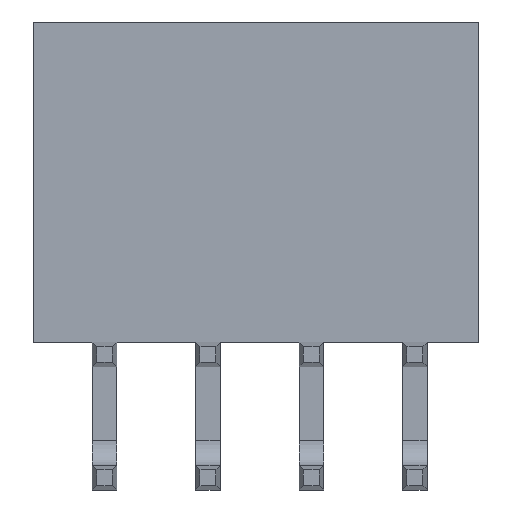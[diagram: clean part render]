
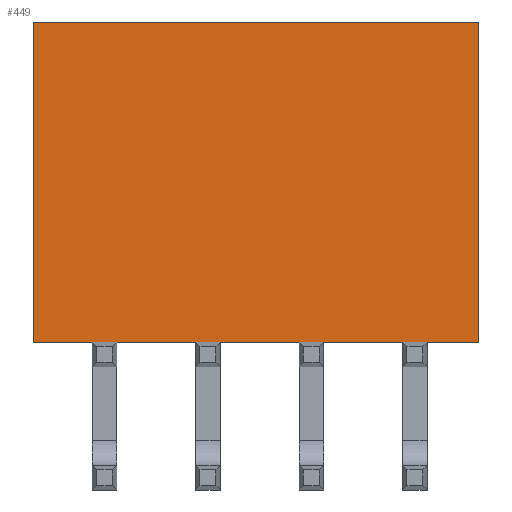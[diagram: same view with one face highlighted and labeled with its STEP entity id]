
A CAD part, front view. The second image highlights one B-rep face of the part: STEP entity #449.
In plain terms, the highlighted planar face has unit normal (0, -1, 0).
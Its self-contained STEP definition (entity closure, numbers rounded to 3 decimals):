
#3 = VECTOR ( 'NONE', #447, 1000. ) ;
#85 = CARTESIAN_POINT ( 'NONE',  ( 18.1, 0., 0. ) ) ;
#124 = VERTEX_POINT ( 'NONE', #2147 ) ;
#318 = CARTESIAN_POINT ( 'NONE',  ( 18.1, 0., 1. ) ) ;
#340 = LINE ( 'NONE', #4087, #2290 ) ;
#393 = VERTEX_POINT ( 'NONE', #85 ) ;
#420 = CARTESIAN_POINT ( 'NONE',  ( 18.1, 0., 1. ) ) ;
#447 = DIRECTION ( 'NONE',  ( -1., 0., 0. ) ) ;
#449 = ADVANCED_FACE ( 'NONE', ( #3910 ), #2438, .T. ) ;
#476 = LINE ( 'NONE', #4001, #4063 ) ;
#513 = VECTOR ( 'NONE', #3322, 1000. ) ;
#568 = CARTESIAN_POINT ( 'NONE',  ( 3.4, 0., 0. ) ) ;
#598 = DIRECTION ( 'NONE',  ( -1., 0., 0. ) ) ;
#745 = ORIENTED_EDGE ( 'NONE', *, *, #2871, .F. ) ;
#757 = CARTESIAN_POINT ( 'NONE',  ( 11.8, 0., 0. ) ) ;
#780 = EDGE_CURVE ( 'NONE', #4385, #3172, #476, .T. ) ;
#863 = CARTESIAN_POINT ( 'NONE',  ( 18.1, 0., 0. ) ) ;
#866 = LINE ( 'NONE', #2618, #3458 ) ;
#888 = ORIENTED_EDGE ( 'NONE', *, *, #4270, .F. ) ;
#927 = LINE ( 'NONE', #2107, #2044 ) ;
#957 = VERTEX_POINT ( 'NONE', #1404 ) ;
#1023 = DIRECTION ( 'NONE',  ( 0., 0., -1. ) ) ;
#1083 = CARTESIAN_POINT ( 'NONE',  ( 18.1, 0., 0. ) ) ;
#1159 = ORIENTED_EDGE ( 'NONE', *, *, #3292, .F. ) ;
#1231 = ORIENTED_EDGE ( 'NONE', *, *, #2226, .F. ) ;
#1241 = CARTESIAN_POINT ( 'NONE',  ( 0., 0., 1. ) ) ;
#1404 = CARTESIAN_POINT ( 'NONE',  ( 0., 0., 0. ) ) ;
#1547 = CARTESIAN_POINT ( 'NONE',  ( 15., 0., 0. ) ) ;
#1579 = DIRECTION ( 'NONE',  ( 0., 0., -1. ) ) ;
#1622 = CARTESIAN_POINT ( 'NONE',  ( 0., 0., 13. ) ) ;
#1623 = EDGE_CURVE ( 'NONE', #1702, #2529, #3242, .T. ) ;
#1629 = EDGE_CURVE ( 'NONE', #124, #4218, #866, .T. ) ;
#1702 = VERTEX_POINT ( 'NONE', #3640 ) ;
#1718 = LINE ( 'NONE', #318, #3628 ) ;
#1742 = EDGE_CURVE ( 'NONE', #3298, #393, #1718, .T. ) ;
#1746 = ORIENTED_EDGE ( 'NONE', *, *, #1629, .F. ) ;
#1788 = CARTESIAN_POINT ( 'NONE',  ( 18.1, 0., 13. ) ) ;
#1806 = DIRECTION ( 'NONE',  ( -1., 0., 0. ) ) ;
#1846 = VERTEX_POINT ( 'NONE', #757 ) ;
#1957 = VECTOR ( 'NONE', #3514, 1000. ) ;
#1980 = CARTESIAN_POINT ( 'NONE',  ( 18.1, 0., 0. ) ) ;
#2001 = CARTESIAN_POINT ( 'NONE',  ( 7.6, 0., 0. ) ) ;
#2044 = VECTOR ( 'NONE', #1806, 1000. ) ;
#2057 = DIRECTION ( 'NONE',  ( 0., 0., -1. ) ) ;
#2107 = CARTESIAN_POINT ( 'NONE',  ( 0., 0., 0. ) ) ;
#2129 = CARTESIAN_POINT ( 'NONE',  ( 6.6, 0., 0. ) ) ;
#2147 = CARTESIAN_POINT ( 'NONE',  ( 16., 0., 0. ) ) ;
#2226 = EDGE_CURVE ( 'NONE', #3172, #957, #340, .T. ) ;
#2290 = VECTOR ( 'NONE', #3759, 1000. ) ;
#2375 = LINE ( 'NONE', #1083, #3 ) ;
#2438 = PLANE ( 'NONE',  #3306 ) ;
#2441 = VERTEX_POINT ( 'NONE', #1622 ) ;
#2469 = LINE ( 'NONE', #863, #4320 ) ;
#2529 = VERTEX_POINT ( 'NONE', #2001 ) ;
#2552 = VECTOR ( 'NONE', #598, 1000. ) ;
#2580 = EDGE_CURVE ( 'NONE', #2651, #4385, #3778, .T. ) ;
#2618 = CARTESIAN_POINT ( 'NONE',  ( 0., 0., 0. ) ) ;
#2651 = VERTEX_POINT ( 'NONE', #2129 ) ;
#2770 = CARTESIAN_POINT ( 'NONE',  ( 2.4, 0., 0. ) ) ;
#2871 = EDGE_CURVE ( 'NONE', #2441, #3298, #4353, .T. ) ;
#2920 = DIRECTION ( 'NONE',  ( -1., 0., 0. ) ) ;
#2930 = EDGE_CURVE ( 'NONE', #2441, #957, #3178, .T. ) ;
#2956 = LINE ( 'NONE', #3238, #1957 ) ;
#2994 = DIRECTION ( 'NONE',  ( -1., 0., 0. ) ) ;
#3064 = ORIENTED_EDGE ( 'NONE', *, *, #3433, .F. ) ;
#3161 = ORIENTED_EDGE ( 'NONE', *, *, #780, .F. ) ;
#3172 = VERTEX_POINT ( 'NONE', #2770 ) ;
#3178 = LINE ( 'NONE', #1241, #3769 ) ;
#3184 = VECTOR ( 'NONE', #3940, 1000. ) ;
#3200 = CARTESIAN_POINT ( 'NONE',  ( 0., 0., 13. ) ) ;
#3233 = ORIENTED_EDGE ( 'NONE', *, *, #2580, .F. ) ;
#3238 = CARTESIAN_POINT ( 'NONE',  ( 0., 0., 0. ) ) ;
#3242 = LINE ( 'NONE', #1980, #513 ) ;
#3278 = ORIENTED_EDGE ( 'NONE', *, *, #3851, .F. ) ;
#3292 = EDGE_CURVE ( 'NONE', #2529, #2651, #927, .T. ) ;
#3298 = VERTEX_POINT ( 'NONE', #1788 ) ;
#3306 = AXIS2_PLACEMENT_3D ( 'NONE', #420, #4089, #2057 ) ;
#3322 = DIRECTION ( 'NONE',  ( -1., 0., 0. ) ) ;
#3433 = EDGE_CURVE ( 'NONE', #4218, #1846, #2469, .T. ) ;
#3458 = VECTOR ( 'NONE', #2994, 1000. ) ;
#3514 = DIRECTION ( 'NONE',  ( -1., 0., 0. ) ) ;
#3628 = VECTOR ( 'NONE', #1023, 1000. ) ;
#3640 = CARTESIAN_POINT ( 'NONE',  ( 10.8, 0., 0. ) ) ;
#3759 = DIRECTION ( 'NONE',  ( -1., 0., 0. ) ) ;
#3769 = VECTOR ( 'NONE', #1579, 1000. ) ;
#3778 = LINE ( 'NONE', #4322, #2552 ) ;
#3851 = EDGE_CURVE ( 'NONE', #393, #124, #2375, .T. ) ;
#3910 = FACE_OUTER_BOUND ( 'NONE', #4331, .T. ) ;
#3930 = ORIENTED_EDGE ( 'NONE', *, *, #2930, .T. ) ;
#3940 = DIRECTION ( 'NONE',  ( 1., 0., 0. ) ) ;
#3959 = DIRECTION ( 'NONE',  ( -1., 0., 0. ) ) ;
#4001 = CARTESIAN_POINT ( 'NONE',  ( 0., 0., 0. ) ) ;
#4063 = VECTOR ( 'NONE', #3959, 1000. ) ;
#4087 = CARTESIAN_POINT ( 'NONE',  ( 18.1, 0., 0. ) ) ;
#4089 = DIRECTION ( 'NONE',  ( 0., -1., 0. ) ) ;
#4201 = ORIENTED_EDGE ( 'NONE', *, *, #1623, .F. ) ;
#4218 = VERTEX_POINT ( 'NONE', #1547 ) ;
#4270 = EDGE_CURVE ( 'NONE', #1846, #1702, #2956, .T. ) ;
#4320 = VECTOR ( 'NONE', #2920, 1000. ) ;
#4322 = CARTESIAN_POINT ( 'NONE',  ( 18.1, 0., 0. ) ) ;
#4331 = EDGE_LOOP ( 'NONE', ( #3278, #4344, #745, #3930, #1231, #3161, #3233, #1159, #4201, #888, #3064, #1746 ) ) ;
#4344 = ORIENTED_EDGE ( 'NONE', *, *, #1742, .F. ) ;
#4353 = LINE ( 'NONE', #3200, #3184 ) ;
#4385 = VERTEX_POINT ( 'NONE', #568 ) ;
